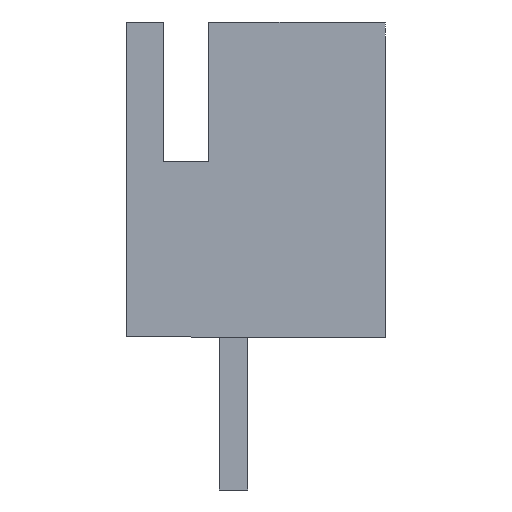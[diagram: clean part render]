
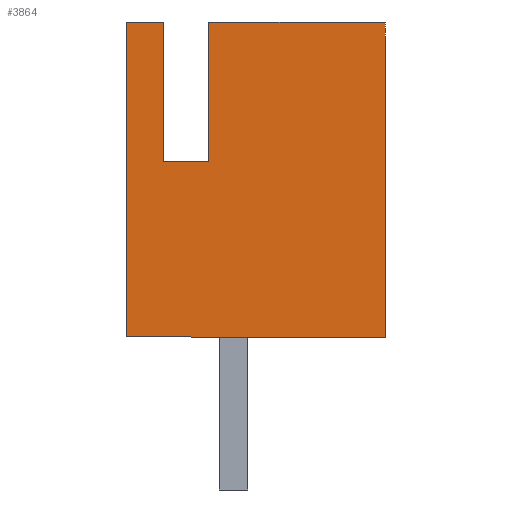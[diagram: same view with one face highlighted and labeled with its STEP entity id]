
A CAD part, left-side view. The second image highlights one B-rep face of the part: STEP entity #3864.
In plain terms, the highlighted planar face has unit normal (-1, 0, 0).
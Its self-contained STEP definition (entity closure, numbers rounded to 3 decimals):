
#180 = PLANE('',#181);
#181 = AXIS2_PLACEMENT_3D('',#182,#183,#184);
#182 = CARTESIAN_POINT('',(-2.45,2.375,0.));
#183 = DIRECTION('',(0.,0.,1.));
#184 = DIRECTION('',(0.,1.,0.));
#835 = VERTEX_POINT('',#836);
#836 = CARTESIAN_POINT('',(-2.45,-3.375,0.));
#850 = PLANE('',#851);
#851 = AXIS2_PLACEMENT_3D('',#852,#853,#854);
#852 = CARTESIAN_POINT('',(-2.45,-3.375,0.));
#853 = DIRECTION('',(0.,1.,0.));
#854 = DIRECTION('',(-1.,0.,0.));
#862 = EDGE_CURVE('',#863,#835,#865,.T.);
#863 = VERTEX_POINT('',#864);
#864 = CARTESIAN_POINT('',(-2.45,2.375,0.));
#865 = SURFACE_CURVE('',#866,(#870,#877),.PCURVE_S1.);
#866 = LINE('',#867,#868);
#867 = CARTESIAN_POINT('',(-2.45,2.375,0.));
#868 = VECTOR('',#869,1.);
#869 = DIRECTION('',(0.,-1.,0.));
#870 = PCURVE('',#180,#871);
#871 = DEFINITIONAL_REPRESENTATION('',(#872),#876);
#872 = LINE('',#873,#874);
#873 = CARTESIAN_POINT('',(0.,0.));
#874 = VECTOR('',#875,1.);
#875 = DIRECTION('',(-1.,0.));
#876 = ( GEOMETRIC_REPRESENTATION_CONTEXT(2) 
PARAMETRIC_REPRESENTATION_CONTEXT() REPRESENTATION_CONTEXT('2D SPACE',''
  ) );
#877 = PCURVE('',#878,#883);
#878 = PLANE('',#879);
#879 = AXIS2_PLACEMENT_3D('',#880,#881,#882);
#880 = CARTESIAN_POINT('',(-2.45,2.375,7.));
#881 = DIRECTION('',(1.,0.,0.));
#882 = DIRECTION('',(0.,1.,0.));
#883 = DEFINITIONAL_REPRESENTATION('',(#884),#888);
#884 = LINE('',#885,#886);
#885 = CARTESIAN_POINT('',(0.,-7.));
#886 = VECTOR('',#887,1.);
#887 = DIRECTION('',(-1.,0.));
#888 = ( GEOMETRIC_REPRESENTATION_CONTEXT(2) 
PARAMETRIC_REPRESENTATION_CONTEXT() REPRESENTATION_CONTEXT('2D SPACE',''
  ) );
#904 = PLANE('',#905);
#905 = AXIS2_PLACEMENT_3D('',#906,#907,#908);
#906 = CARTESIAN_POINT('',(-2.45,2.375,0.));
#907 = DIRECTION('',(0.,-1.,0.));
#908 = DIRECTION('',(1.,0.,0.));
#2670 = PLANE('',#2671);
#2671 = AXIS2_PLACEMENT_3D('',#2672,#2673,#2674);
#2672 = CARTESIAN_POINT('',(-2.45,1.55,7.));
#2673 = DIRECTION('',(0.,1.,0.));
#2674 = DIRECTION('',(0.,0.,-1.));
#2754 = PLANE('',#2755);
#2755 = AXIS2_PLACEMENT_3D('',#2756,#2757,#2758);
#2756 = CARTESIAN_POINT('',(-2.45,0.55,7.));
#2757 = DIRECTION('',(0.,0.,-1.));
#2758 = DIRECTION('',(0.,-1.,0.));
#3292 = VERTEX_POINT('',#3293);
#3293 = CARTESIAN_POINT('',(-2.45,2.375,7.));
#3309 = PLANE('',#3310);
#3310 = AXIS2_PLACEMENT_3D('',#3311,#3312,#3313);
#3311 = CARTESIAN_POINT('',(-2.45,2.375,7.));
#3312 = DIRECTION('',(0.,0.,-1.));
#3313 = DIRECTION('',(0.,-1.,0.));
#3540 = EDGE_CURVE('',#3292,#863,#3541,.T.);
#3541 = SURFACE_CURVE('',#3542,(#3546,#3553),.PCURVE_S1.);
#3542 = LINE('',#3543,#3544);
#3543 = CARTESIAN_POINT('',(-2.45,2.375,0.));
#3544 = VECTOR('',#3545,1.);
#3545 = DIRECTION('',(0.,0.,-1.));
#3546 = PCURVE('',#904,#3547);
#3547 = DEFINITIONAL_REPRESENTATION('',(#3548),#3552);
#3548 = LINE('',#3549,#3550);
#3549 = CARTESIAN_POINT('',(0.,0.));
#3550 = VECTOR('',#3551,1.);
#3551 = DIRECTION('',(0.,-1.));
#3552 = ( GEOMETRIC_REPRESENTATION_CONTEXT(2) 
PARAMETRIC_REPRESENTATION_CONTEXT() REPRESENTATION_CONTEXT('2D SPACE',''
  ) );
#3553 = PCURVE('',#878,#3554);
#3554 = DEFINITIONAL_REPRESENTATION('',(#3555),#3559);
#3555 = LINE('',#3556,#3557);
#3556 = CARTESIAN_POINT('',(0.,-7.));
#3557 = VECTOR('',#3558,1.);
#3558 = DIRECTION('',(0.,-1.));
#3559 = ( GEOMETRIC_REPRESENTATION_CONTEXT(2) 
PARAMETRIC_REPRESENTATION_CONTEXT() REPRESENTATION_CONTEXT('2D SPACE',''
  ) );
#3566 = VERTEX_POINT('',#3567);
#3567 = CARTESIAN_POINT('',(-2.45,-3.375,7.));
#3588 = EDGE_CURVE('',#835,#3566,#3589,.T.);
#3589 = SURFACE_CURVE('',#3590,(#3594,#3601),.PCURVE_S1.);
#3590 = LINE('',#3591,#3592);
#3591 = CARTESIAN_POINT('',(-2.45,-3.375,0.));
#3592 = VECTOR('',#3593,1.);
#3593 = DIRECTION('',(0.,0.,1.));
#3594 = PCURVE('',#850,#3595);
#3595 = DEFINITIONAL_REPRESENTATION('',(#3596),#3600);
#3596 = LINE('',#3597,#3598);
#3597 = CARTESIAN_POINT('',(0.,0.));
#3598 = VECTOR('',#3599,1.);
#3599 = DIRECTION('',(0.,1.));
#3600 = ( GEOMETRIC_REPRESENTATION_CONTEXT(2) 
PARAMETRIC_REPRESENTATION_CONTEXT() REPRESENTATION_CONTEXT('2D SPACE',''
  ) );
#3601 = PCURVE('',#878,#3602);
#3602 = DEFINITIONAL_REPRESENTATION('',(#3603),#3607);
#3603 = LINE('',#3604,#3605);
#3604 = CARTESIAN_POINT('',(-5.75,-7.));
#3605 = VECTOR('',#3606,1.);
#3606 = DIRECTION('',(0.,1.));
#3607 = ( GEOMETRIC_REPRESENTATION_CONTEXT(2) 
PARAMETRIC_REPRESENTATION_CONTEXT() REPRESENTATION_CONTEXT('2D SPACE',''
  ) );
#3864 = ADVANCED_FACE('',(#3865),#878,.F.);
#3865 = FACE_BOUND('',#3866,.T.);
#3866 = EDGE_LOOP('',(#3867,#3868,#3869,#3870,#3893,#3921,#3949,#3972));
#3867 = ORIENTED_EDGE('',*,*,#3540,.T.);
#3868 = ORIENTED_EDGE('',*,*,#862,.T.);
#3869 = ORIENTED_EDGE('',*,*,#3588,.T.);
#3870 = ORIENTED_EDGE('',*,*,#3871,.T.);
#3871 = EDGE_CURVE('',#3566,#3872,#3874,.T.);
#3872 = VERTEX_POINT('',#3873);
#3873 = CARTESIAN_POINT('',(-2.45,0.55,7.));
#3874 = SURFACE_CURVE('',#3875,(#3879,#3886),.PCURVE_S1.);
#3875 = LINE('',#3876,#3877);
#3876 = CARTESIAN_POINT('',(-2.45,0.55,7.));
#3877 = VECTOR('',#3878,1.);
#3878 = DIRECTION('',(0.,1.,0.));
#3879 = PCURVE('',#878,#3880);
#3880 = DEFINITIONAL_REPRESENTATION('',(#3881),#3885);
#3881 = LINE('',#3882,#3883);
#3882 = CARTESIAN_POINT('',(-1.825,0.));
#3883 = VECTOR('',#3884,1.);
#3884 = DIRECTION('',(1.,0.));
#3885 = ( GEOMETRIC_REPRESENTATION_CONTEXT(2) 
PARAMETRIC_REPRESENTATION_CONTEXT() REPRESENTATION_CONTEXT('2D SPACE',''
  ) );
#3886 = PCURVE('',#2754,#3887);
#3887 = DEFINITIONAL_REPRESENTATION('',(#3888),#3892);
#3888 = LINE('',#3889,#3890);
#3889 = CARTESIAN_POINT('',(0.,0.));
#3890 = VECTOR('',#3891,1.);
#3891 = DIRECTION('',(-1.,0.));
#3892 = ( GEOMETRIC_REPRESENTATION_CONTEXT(2) 
PARAMETRIC_REPRESENTATION_CONTEXT() REPRESENTATION_CONTEXT('2D SPACE',''
  ) );
#3893 = ORIENTED_EDGE('',*,*,#3894,.T.);
#3894 = EDGE_CURVE('',#3872,#3895,#3897,.T.);
#3895 = VERTEX_POINT('',#3896);
#3896 = CARTESIAN_POINT('',(-2.45,0.55,3.9));
#3897 = SURFACE_CURVE('',#3898,(#3902,#3909),.PCURVE_S1.);
#3898 = LINE('',#3899,#3900);
#3899 = CARTESIAN_POINT('',(-2.45,0.55,3.9));
#3900 = VECTOR('',#3901,1.);
#3901 = DIRECTION('',(0.,0.,-1.));
#3902 = PCURVE('',#878,#3903);
#3903 = DEFINITIONAL_REPRESENTATION('',(#3904),#3908);
#3904 = LINE('',#3905,#3906);
#3905 = CARTESIAN_POINT('',(-1.825,-3.1));
#3906 = VECTOR('',#3907,1.);
#3907 = DIRECTION('',(0.,-1.));
#3908 = ( GEOMETRIC_REPRESENTATION_CONTEXT(2) 
PARAMETRIC_REPRESENTATION_CONTEXT() REPRESENTATION_CONTEXT('2D SPACE',''
  ) );
#3909 = PCURVE('',#3910,#3915);
#3910 = PLANE('',#3911);
#3911 = AXIS2_PLACEMENT_3D('',#3912,#3913,#3914);
#3912 = CARTESIAN_POINT('',(-2.45,0.55,3.9));
#3913 = DIRECTION('',(0.,-1.,0.));
#3914 = DIRECTION('',(1.,0.,0.));
#3915 = DEFINITIONAL_REPRESENTATION('',(#3916),#3920);
#3916 = LINE('',#3917,#3918);
#3917 = CARTESIAN_POINT('',(0.,0.));
#3918 = VECTOR('',#3919,1.);
#3919 = DIRECTION('',(0.,-1.));
#3920 = ( GEOMETRIC_REPRESENTATION_CONTEXT(2) 
PARAMETRIC_REPRESENTATION_CONTEXT() REPRESENTATION_CONTEXT('2D SPACE',''
  ) );
#3921 = ORIENTED_EDGE('',*,*,#3922,.T.);
#3922 = EDGE_CURVE('',#3895,#3923,#3925,.T.);
#3923 = VERTEX_POINT('',#3924);
#3924 = CARTESIAN_POINT('',(-2.45,1.55,3.9));
#3925 = SURFACE_CURVE('',#3926,(#3930,#3937),.PCURVE_S1.);
#3926 = LINE('',#3927,#3928);
#3927 = CARTESIAN_POINT('',(-2.45,1.55,3.9));
#3928 = VECTOR('',#3929,1.);
#3929 = DIRECTION('',(0.,1.,0.));
#3930 = PCURVE('',#878,#3931);
#3931 = DEFINITIONAL_REPRESENTATION('',(#3932),#3936);
#3932 = LINE('',#3933,#3934);
#3933 = CARTESIAN_POINT('',(-0.825,-3.1));
#3934 = VECTOR('',#3935,1.);
#3935 = DIRECTION('',(1.,0.));
#3936 = ( GEOMETRIC_REPRESENTATION_CONTEXT(2) 
PARAMETRIC_REPRESENTATION_CONTEXT() REPRESENTATION_CONTEXT('2D SPACE',''
  ) );
#3937 = PCURVE('',#3938,#3943);
#3938 = PLANE('',#3939);
#3939 = AXIS2_PLACEMENT_3D('',#3940,#3941,#3942);
#3940 = CARTESIAN_POINT('',(-2.45,1.55,3.9));
#3941 = DIRECTION('',(0.,0.,-1.));
#3942 = DIRECTION('',(0.,-1.,0.));
#3943 = DEFINITIONAL_REPRESENTATION('',(#3944),#3948);
#3944 = LINE('',#3945,#3946);
#3945 = CARTESIAN_POINT('',(0.,0.));
#3946 = VECTOR('',#3947,1.);
#3947 = DIRECTION('',(-1.,0.));
#3948 = ( GEOMETRIC_REPRESENTATION_CONTEXT(2) 
PARAMETRIC_REPRESENTATION_CONTEXT() REPRESENTATION_CONTEXT('2D SPACE',''
  ) );
#3949 = ORIENTED_EDGE('',*,*,#3950,.T.);
#3950 = EDGE_CURVE('',#3923,#3951,#3953,.T.);
#3951 = VERTEX_POINT('',#3952);
#3952 = CARTESIAN_POINT('',(-2.45,1.55,7.));
#3953 = SURFACE_CURVE('',#3954,(#3958,#3965),.PCURVE_S1.);
#3954 = LINE('',#3955,#3956);
#3955 = CARTESIAN_POINT('',(-2.45,1.55,7.));
#3956 = VECTOR('',#3957,1.);
#3957 = DIRECTION('',(0.,0.,1.));
#3958 = PCURVE('',#878,#3959);
#3959 = DEFINITIONAL_REPRESENTATION('',(#3960),#3964);
#3960 = LINE('',#3961,#3962);
#3961 = CARTESIAN_POINT('',(-0.825,0.));
#3962 = VECTOR('',#3963,1.);
#3963 = DIRECTION('',(0.,1.));
#3964 = ( GEOMETRIC_REPRESENTATION_CONTEXT(2) 
PARAMETRIC_REPRESENTATION_CONTEXT() REPRESENTATION_CONTEXT('2D SPACE',''
  ) );
#3965 = PCURVE('',#2670,#3966);
#3966 = DEFINITIONAL_REPRESENTATION('',(#3967),#3971);
#3967 = LINE('',#3968,#3969);
#3968 = CARTESIAN_POINT('',(0.,0.));
#3969 = VECTOR('',#3970,1.);
#3970 = DIRECTION('',(-1.,0.));
#3971 = ( GEOMETRIC_REPRESENTATION_CONTEXT(2) 
PARAMETRIC_REPRESENTATION_CONTEXT() REPRESENTATION_CONTEXT('2D SPACE',''
  ) );
#3972 = ORIENTED_EDGE('',*,*,#3973,.T.);
#3973 = EDGE_CURVE('',#3951,#3292,#3974,.T.);
#3974 = SURFACE_CURVE('',#3975,(#3979,#3986),.PCURVE_S1.);
#3975 = LINE('',#3976,#3977);
#3976 = CARTESIAN_POINT('',(-2.45,2.375,7.));
#3977 = VECTOR('',#3978,1.);
#3978 = DIRECTION('',(0.,1.,0.));
#3979 = PCURVE('',#878,#3980);
#3980 = DEFINITIONAL_REPRESENTATION('',(#3981),#3985);
#3981 = LINE('',#3982,#3983);
#3982 = CARTESIAN_POINT('',(0.,0.));
#3983 = VECTOR('',#3984,1.);
#3984 = DIRECTION('',(1.,0.));
#3985 = ( GEOMETRIC_REPRESENTATION_CONTEXT(2) 
PARAMETRIC_REPRESENTATION_CONTEXT() REPRESENTATION_CONTEXT('2D SPACE',''
  ) );
#3986 = PCURVE('',#3309,#3987);
#3987 = DEFINITIONAL_REPRESENTATION('',(#3988),#3992);
#3988 = LINE('',#3989,#3990);
#3989 = CARTESIAN_POINT('',(0.,0.));
#3990 = VECTOR('',#3991,1.);
#3991 = DIRECTION('',(-1.,0.));
#3992 = ( GEOMETRIC_REPRESENTATION_CONTEXT(2) 
PARAMETRIC_REPRESENTATION_CONTEXT() REPRESENTATION_CONTEXT('2D SPACE',''
  ) );
